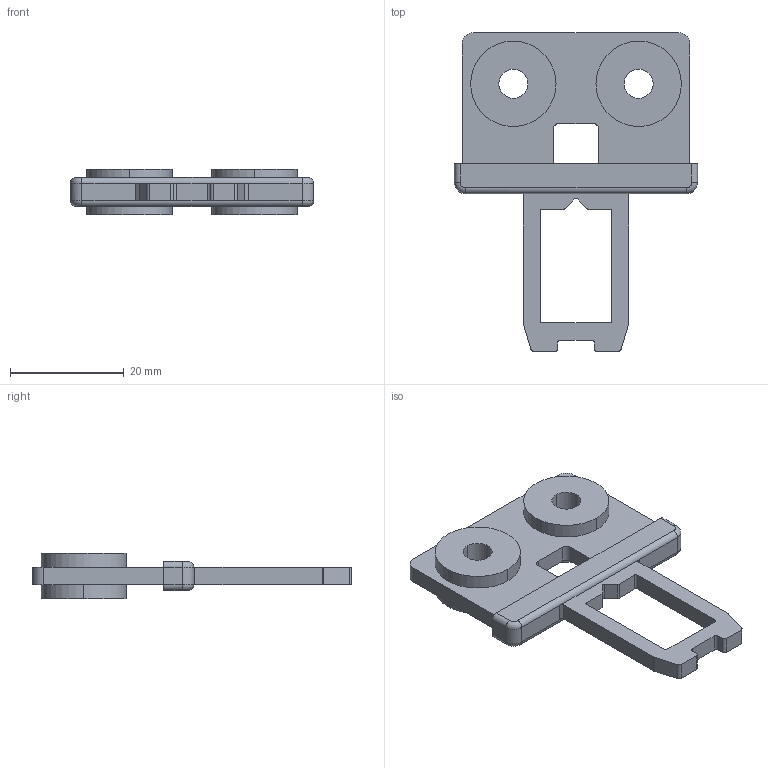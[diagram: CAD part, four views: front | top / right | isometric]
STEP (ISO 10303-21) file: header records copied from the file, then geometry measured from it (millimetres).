
FILE_DESCRIPTION (( 'STEP AP214' ), '1' );
FILE_NAME ('HS9Z-A11T.STEP', '2019-03-28T01:37:34', ( '' ), ( '' ), 'SwSTEP 2.0', 'SolidWorks 2017', '' );
FILE_SCHEMA (( 'AUTOMOTIVE_DESIGN' ));
Length unit declared in the file: millimetre
Products named in the file (4): HS1T-CUSHION-NBR_蹬怮椔; HS1E-3NC-ACTR-CV_蹬怮椔; HS1T-ACTR-1_蹬怮椔; HS9Z-A11T
Assembly tree (4 placements, depth 2):
  HS9Z-A11T
    HS1T-ACTR-1_蹬怮椔
    HS1E-3NC-ACTR-CV_蹬怮椔
    HS1T-CUSHION-NBR_蹬怮椔  x2
Bounding box: 42.7 x 56 x 8 mm (x, y, z)
Volume: 5763 mm3; surface area: 6641.1 mm2
Topology: 4 solids, 4 shells, 113 faces, 294 edges, 192 vertices
Faces by surface type: plane 58, cylinder 51, bspline 4
Entity records: 5312 total; most frequent: CARTESIAN_POINT 2582, ORIENTED_EDGE 540, DIRECTION 536, EDGE_CURVE 270, VECTOR 180, LINE 180, AXIS2_PLACEMENT_3D 178, VERTEX_POINT 176
